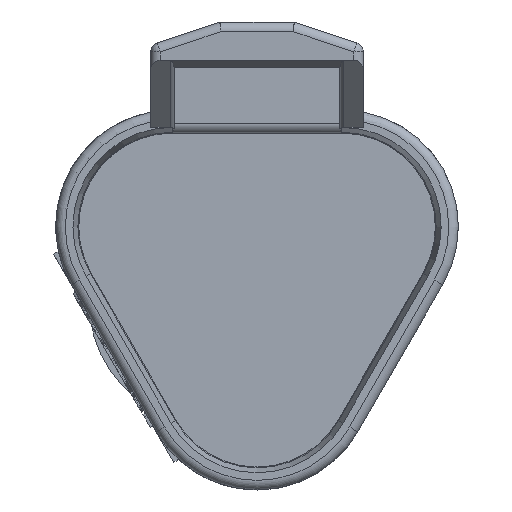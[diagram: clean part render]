
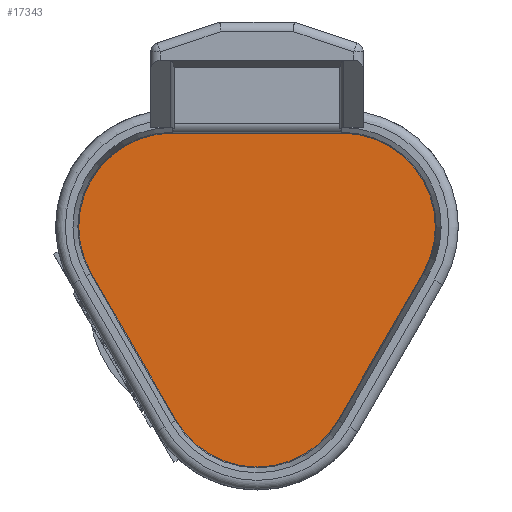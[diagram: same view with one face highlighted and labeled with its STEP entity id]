
A CAD part, front view. The second image highlights one B-rep face of the part: STEP entity #17343.
In plain terms, the highlighted planar face has unit normal (0, -1, 0).
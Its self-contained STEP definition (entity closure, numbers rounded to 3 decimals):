
#2488=CARTESIAN_POINT('',(-4.429,16.13,2.557));
#2489=DIRECTION('',(0.,-1.,0.));
#2490=DIRECTION('',(0.,0.,1.));
#2491=AXIS2_PLACEMENT_3D('',#2488,#2489,#2490);
#2493=DIRECTION('',(-1.,0.,0.));
#2494=VECTOR('',#2493,8.858);
#2495=CARTESIAN_POINT('',(4.429,16.13,7.437));
#2496=LINE('',#2495,#2494);
#2497=CARTESIAN_POINT('',(4.429,16.13,2.557));
#2498=DIRECTION('',(0.,-1.,0.));
#2499=DIRECTION('',(0.866,0.,-0.5));
#2500=AXIS2_PLACEMENT_3D('',#2497,#2498,#2499);
#2502=DIRECTION('',(0.5,0.,0.866));
#2503=VECTOR('',#2502,8.858);
#2504=CARTESIAN_POINT('',(4.226,16.13,-7.554));
#2505=LINE('',#2504,#2503);
#2506=CARTESIAN_POINT('',(0.,16.13,-5.114));
#2507=DIRECTION('',(0.,-1.,0.));
#2508=DIRECTION('',(-0.866,0.,-0.5));
#2509=AXIS2_PLACEMENT_3D('',#2506,#2507,#2508);
#2511=DIRECTION('',(0.5,0.,-0.866));
#2512=VECTOR('',#2511,8.858);
#2513=CARTESIAN_POINT('',(-8.655,16.13,0.117));
#2514=LINE('',#2513,#2512);
#11116=CARTESIAN_POINT('',(-4.429,16.13,7.437));
#11117=CARTESIAN_POINT('',(-8.655,16.13,0.117));
#11118=VERTEX_POINT('',#11116);
#11119=VERTEX_POINT('',#11117);
#11120=CARTESIAN_POINT('',(-4.226,16.13,-7.554));
#11121=VERTEX_POINT('',#11120);
#11122=CARTESIAN_POINT('',(4.226,16.13,-7.554));
#11123=VERTEX_POINT('',#11122);
#11124=CARTESIAN_POINT('',(8.655,16.13,0.117));
#11125=VERTEX_POINT('',#11124);
#11126=CARTESIAN_POINT('',(4.429,16.13,7.437));
#11127=VERTEX_POINT('',#11126);
#17326=CARTESIAN_POINT('',(0.,16.13,0.));
#17327=DIRECTION('',(0.,-1.,0.));
#17328=DIRECTION('',(-1.,0.,0.));
#17329=AXIS2_PLACEMENT_3D('',#17326,#17327,#17328);
#17330=PLANE('',#17329);
#17332=ORIENTED_EDGE('',*,*,#17331,.F.);
#17333=ORIENTED_EDGE('',*,*,#17319,.F.);
#17334=ORIENTED_EDGE('',*,*,#17274,.F.);
#17336=ORIENTED_EDGE('',*,*,#17335,.F.);
#17338=ORIENTED_EDGE('',*,*,#17337,.F.);
#17340=ORIENTED_EDGE('',*,*,#17339,.F.);
#17341=EDGE_LOOP('',(#17332,#17333,#17334,#17336,#17338,#17340));
#17342=FACE_OUTER_BOUND('',#17341,.F.);
#17343=ADVANCED_FACE('',(#17342),#17330,.T.);
#2492=CIRCLE('',#2491,4.88);
#2501=CIRCLE('',#2500,4.88);
#2510=CIRCLE('',#2509,4.88);
#17274=EDGE_CURVE('',#11125,#11127,#2501,.T.);
#17319=EDGE_CURVE('',#11127,#11118,#2496,.T.);
#17331=EDGE_CURVE('',#11118,#11119,#2492,.T.);
#17335=EDGE_CURVE('',#11123,#11125,#2505,.T.);
#17337=EDGE_CURVE('',#11121,#11123,#2510,.T.);
#17339=EDGE_CURVE('',#11119,#11121,#2514,.T.);
